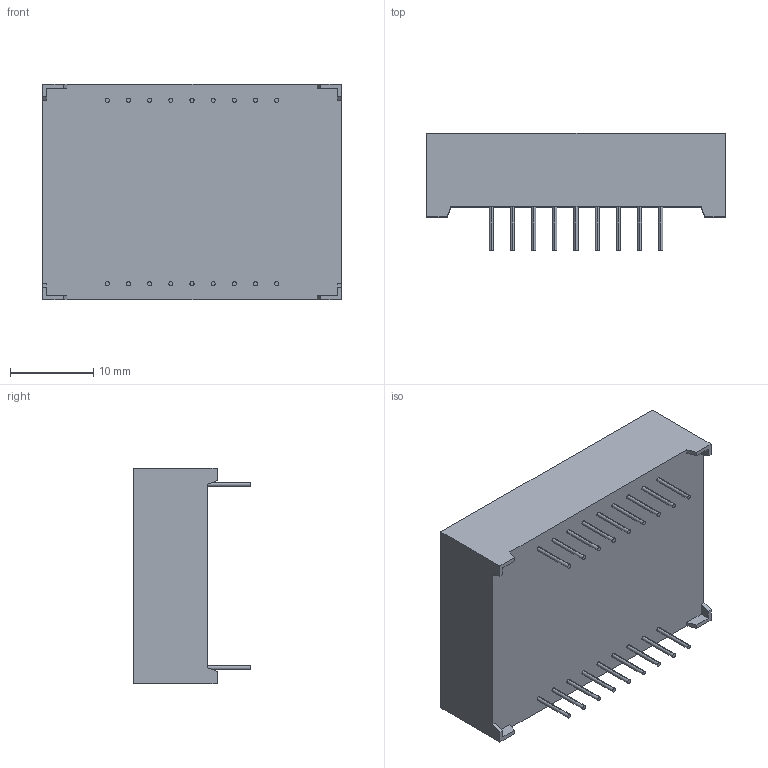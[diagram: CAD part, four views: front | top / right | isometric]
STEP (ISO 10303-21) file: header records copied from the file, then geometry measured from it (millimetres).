
FILE_DESCRIPTION (( 'STEP AP214' ), '1' );
FILE_NAME ('DX08.STEP', '2008-09-06T01:41:22', ( '' ), ( '' ), 'SwSTEP 2.0', 'SolidWorks 2008', '' );
FILE_SCHEMA (( 'AUTOMOTIVE_DESIGN' ));
Length unit declared in the file: millimetre
Products named in the file (1): DX08
Bounding box: 35.8 x 14 x 25.85 mm (x, y, z)
Volume: 8149.1 mm3; surface area: 3156.1 mm2
Topology: 1 solids, 1 shells, 463 faces, 1197 edges, 798 vertices
Faces by surface type: plane 307, bspline 116, cylinder 40
Entity records: 22801 total; most frequent: CARTESIAN_POINT 8847, ORIENTED_EDGE 2394, DIRECTION 1741, EDGE_CURVE 1197, LINE 885, VECTOR 885, VERTEX_POINT 798, EDGE_LOOP 525
